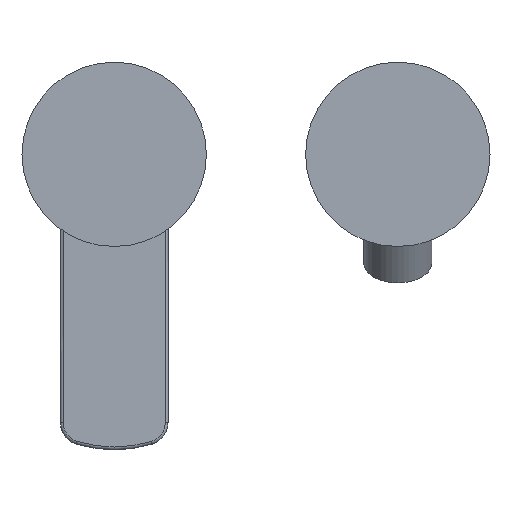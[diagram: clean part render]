
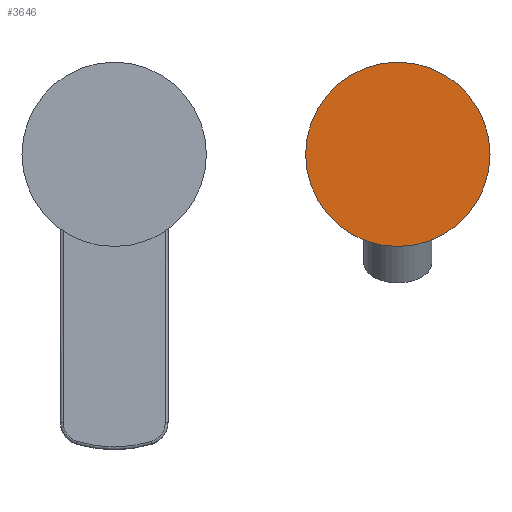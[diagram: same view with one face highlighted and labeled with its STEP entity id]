
A CAD part, front view. The second image highlights one B-rep face of the part: STEP entity #3646.
In plain terms, the highlighted planar face has unit normal (0, -1, 0).
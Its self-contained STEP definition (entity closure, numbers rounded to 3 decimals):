
#3646=ADVANCED_FACE('',(#6996),#6998,.F.);
#6996=FACE_BOUND('',#6997,.T.);
#6997=EDGE_LOOP('',(#10170));
#6998=PLANE('',#6999);
#6999=AXIS2_PLACEMENT_3D('',#7000,#7001,#7002);
#7000=CARTESIAN_POINT('',(0.,0.,0.));
#7001=DIRECTION('',(0.,1.,0.));
#7002=DIRECTION('',(-1.,0.,0.));
#10170=ORIENTED_EDGE('',*,*,#11257,.F.);
#11257=EDGE_CURVE('',#12889,#12889,#12890,.T.);
#12889=VERTEX_POINT('',#16445);
#12890=CIRCLE('',#16446,32.5);
#16445=CARTESIAN_POINT('',(17.5,0.,0.));
#16446=AXIS2_PLACEMENT_3D('',#16447,#16448,#16449);
#16447=CARTESIAN_POINT('',(50.,0.,0.));
#16448=DIRECTION('',(0.,1.,0.));
#16449=DIRECTION('',(-1.,0.,0.));
